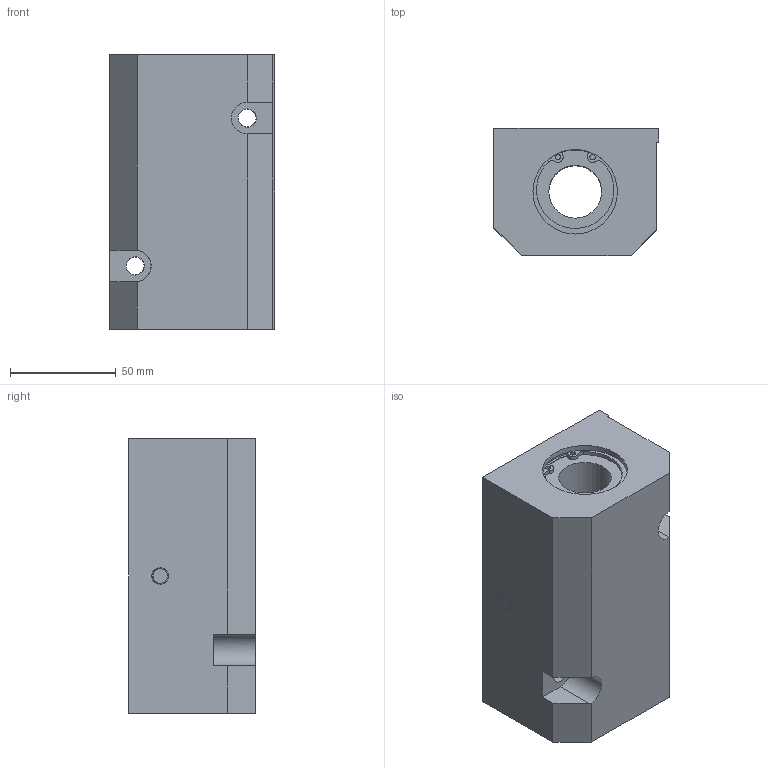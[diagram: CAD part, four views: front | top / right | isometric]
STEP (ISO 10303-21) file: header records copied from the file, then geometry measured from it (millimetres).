
FILE_DESCRIPTION(/* description */ ('Tandem Gehäuseeinheit geschlossen'),/* implementation_level */ '2;1');
FILE_NAME(/* name */ '121641-0.step',/* time_stamp */ '2021-08-11T10:41:32+02:00',/* author */ ('MuellerJ'),/* organization */ (''),/* preprocessor_version */ 'ST-DEVELOPER v18.1',/* originating_system */ 'Autodesk Inventor 2021',/* authorisation */ '');
FILE_SCHEMA (('AUTOMOTIVE_DESIGN { 1 0 10303 214 3 1 1 }'));
Length unit declared in the file: millimetre
Products named in the file (4): leer; leer_1; leer_2; leer_3
Assembly tree (5 placements, depth 2):
  leer
    leer_1
    leer_2  x2
    leer_3  x2
Bounding box: 78.25 x 60 x 130 mm (x, y, z)
Volume: 493178.5 mm3; surface area: 91382.2 mm2
Topology: 5 solids, 5 shells, 98 faces, 206 edges, 137 vertices
Faces by surface type: plane 49, cylinder 44, torus 5
Full cylindrical faces by diameter (mm): 2.5 x4, 4.3 x1, 6.917 x1, 8 x1, 8.376 x2, 8.6 x2, 25 x2, 37.5 x4, 38 x1, 40 x10, 42.5 x2
Entity records: 2193 total; most frequent: DIRECTION 382, CARTESIAN_POINT 372, ORIENTED_EDGE 304, EDGE_CURVE 152, AXIS2_PLACEMENT_3D 151, VERTEX_POINT 101, EDGE_LOOP 99, LINE 80
